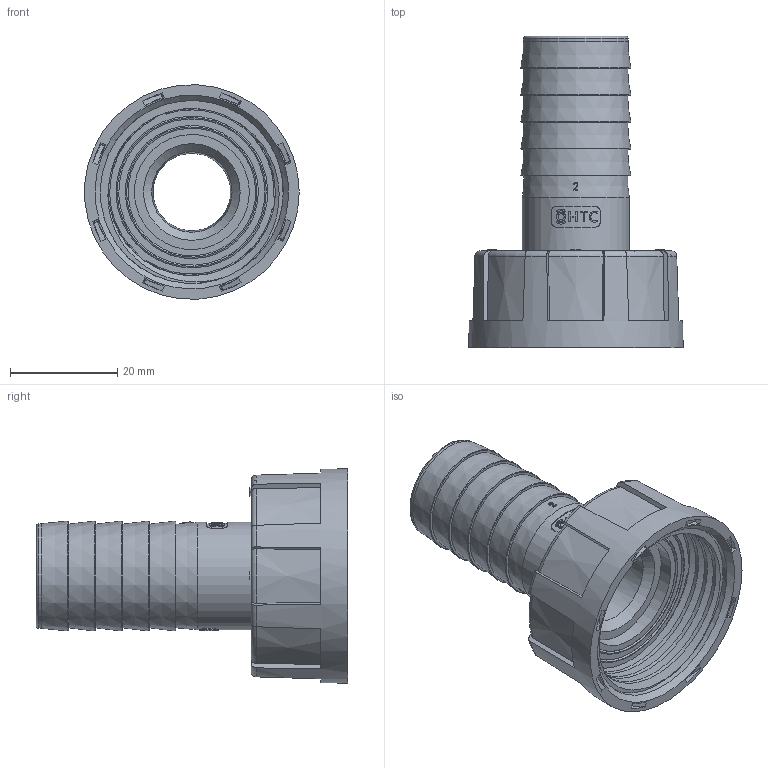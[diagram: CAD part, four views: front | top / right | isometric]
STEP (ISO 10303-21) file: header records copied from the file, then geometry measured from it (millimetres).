
FILE_DESCRIPTION(/* description */ (''),/* implementation_level */ '2;1');
FILE_NAME(/* name */ '1x20_stp_20260306_1135.stp',/* time_stamp */ '2026-03-06T11:35:35+08:00',/* author */ (''),/* organization */ (''),/* preprocessor_version */ 'ST-DEVELOPER v16.7',/* originating_system */ 'SIEMENS PLM Software NX 12.0',/* authorisation */ '');
FILE_SCHEMA (('AP203_CONFIGURATION_CONTROLLED_3D_DESIGN_OF_MECHANICAL_PARTS_AND_ASSEMBLIES_MIM_LF { 1 0 10303 403 2 1 2}'));
Length unit declared in the file: millimetre
Products named in the file (1): Admi27288485gjga
Bounding box: 39.94 x 58 x 39.94 mm (x, y, z)
Volume: 16056.3 mm3; surface area: 13986.3 mm2
Topology: 3 solids, 3 shells, 438 faces, 1153 edges, 772 vertices
Faces by surface type: plane 231, extrusion 88, cylinder 52, cone 36, torus 26, sphere 3, bspline 2
Full cylindrical faces by diameter (mm): 0.675 x1, 1.019 x1, 1.121 x1, 1.691 x1, 19.5 x1, 20 x1, 21.42 x1, 23.766 x1, 24.786 x1, 25.5 x1, 27.234 x1, 28.254 x1, 30 x1, 30.6 x1, 34.091 x1
Entity records: 18014 total; most frequent: CARTESIAN_POINT 7132, ORIENTED_EDGE 2186, DIRECTION 1758, EDGE_CURVE 1093, VERTEX_POINT 751, AXIS2_PLACEMENT_3D 589, VECTOR 580, EDGE_LOOP 534
